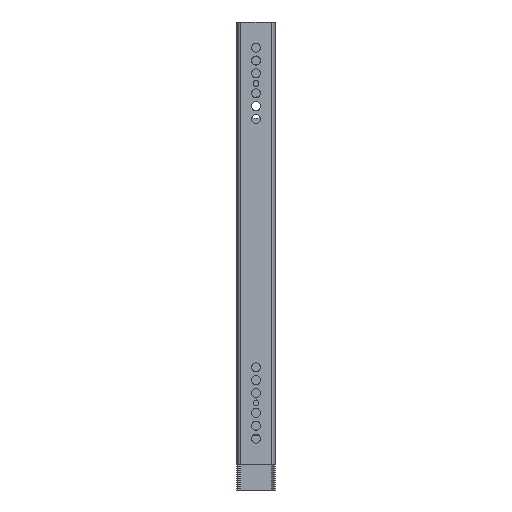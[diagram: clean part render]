
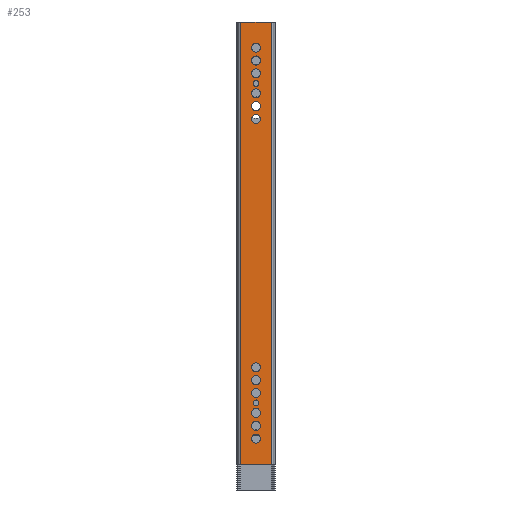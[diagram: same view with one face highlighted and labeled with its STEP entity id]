
A CAD part, left-side view. The second image highlights one B-rep face of the part: STEP entity #253.
In plain terms, the highlighted planar face has unit normal (-1, 0, 0).
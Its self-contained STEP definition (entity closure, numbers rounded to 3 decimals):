
#253 = ADVANCED_FACE( '', ( #583, #584, #585, #586, #587, #588, #589, #590, #591, #592, #593, #594, #595, #596, #597 ), #598, .F. );
#583 = FACE_BOUND( '', #1131, .T. );
#584 = FACE_BOUND( '', #1132, .T. );
#585 = FACE_BOUND( '', #1133, .T. );
#586 = FACE_BOUND( '', #1134, .T. );
#587 = FACE_BOUND( '', #1135, .T. );
#588 = FACE_BOUND( '', #1136, .T. );
#589 = FACE_BOUND( '', #1137, .T. );
#590 = FACE_BOUND( '', #1138, .T. );
#591 = FACE_BOUND( '', #1139, .T. );
#592 = FACE_BOUND( '', #1140, .T. );
#593 = FACE_BOUND( '', #1141, .T. );
#594 = FACE_BOUND( '', #1142, .T. );
#595 = FACE_BOUND( '', #1143, .T. );
#596 = FACE_BOUND( '', #1144, .T. );
#597 = FACE_OUTER_BOUND( '', #1145, .T. );
#598 = PLANE( '', #1146 );
#1131 = EDGE_LOOP( '', ( #1669 ) );
#1132 = EDGE_LOOP( '', ( #1670 ) );
#1133 = EDGE_LOOP( '', ( #1671 ) );
#1134 = EDGE_LOOP( '', ( #1672 ) );
#1135 = EDGE_LOOP( '', ( #1673 ) );
#1136 = EDGE_LOOP( '', ( #1674 ) );
#1137 = EDGE_LOOP( '', ( #1675 ) );
#1138 = EDGE_LOOP( '', ( #1676 ) );
#1139 = EDGE_LOOP( '', ( #1677 ) );
#1140 = EDGE_LOOP( '', ( #1678 ) );
#1141 = EDGE_LOOP( '', ( #1679 ) );
#1142 = EDGE_LOOP( '', ( #1680 ) );
#1143 = EDGE_LOOP( '', ( #1681 ) );
#1144 = EDGE_LOOP( '', ( #1682 ) );
#1145 = EDGE_LOOP( '', ( #1683, #1684, #1685, #1686 ) );
#1146 = AXIS2_PLACEMENT_3D( '', #1687, #1688, #1689 );
#1669 = ORIENTED_EDGE( '', *, *, #2943, .T. );
#1670 = ORIENTED_EDGE( '', *, *, #2944, .T. );
#1671 = ORIENTED_EDGE( '', *, *, #2945, .T. );
#1672 = ORIENTED_EDGE( '', *, *, #2946, .T. );
#1673 = ORIENTED_EDGE( '', *, *, #2947, .T. );
#1674 = ORIENTED_EDGE( '', *, *, #2948, .T. );
#1675 = ORIENTED_EDGE( '', *, *, #2949, .T. );
#1676 = ORIENTED_EDGE( '', *, *, #2950, .T. );
#1677 = ORIENTED_EDGE( '', *, *, #2951, .T. );
#1678 = ORIENTED_EDGE( '', *, *, #2952, .T. );
#1679 = ORIENTED_EDGE( '', *, *, #2953, .T. );
#1680 = ORIENTED_EDGE( '', *, *, #2954, .T. );
#1681 = ORIENTED_EDGE( '', *, *, #2955, .T. );
#1682 = ORIENTED_EDGE( '', *, *, #2956, .T. );
#1683 = ORIENTED_EDGE( '', *, *, #2957, .T. );
#1684 = ORIENTED_EDGE( '', *, *, #2958, .F. );
#1685 = ORIENTED_EDGE( '', *, *, #2959, .F. );
#1686 = ORIENTED_EDGE( '', *, *, #2960, .T. );
#1687 = CARTESIAN_POINT( '', ( 0., 292., -10.85 ) );
#1688 = DIRECTION( '', ( 1., 0., 0. ) );
#1689 = DIRECTION( '', ( 0., 0., -1. ) );
#2943 = EDGE_CURVE( '', #3444, #3444, #3445, .T. );
#2944 = EDGE_CURVE( '', #3446, #3446, #3447, .T. );
#2945 = EDGE_CURVE( '', #3448, #3448, #3449, .T. );
#2946 = EDGE_CURVE( '', #3450, #3450, #3451, .T. );
#2947 = EDGE_CURVE( '', #3452, #3452, #3453, .T. );
#2948 = EDGE_CURVE( '', #3454, #3454, #3455, .T. );
#2949 = EDGE_CURVE( '', #3456, #3456, #3457, .T. );
#2950 = EDGE_CURVE( '', #3458, #3458, #3459, .T. );
#2951 = EDGE_CURVE( '', #3460, #3460, #3461, .T. );
#2952 = EDGE_CURVE( '', #3462, #3462, #3463, .T. );
#2953 = EDGE_CURVE( '', #3464, #3464, #3465, .T. );
#2954 = EDGE_CURVE( '', #3466, #3466, #3467, .T. );
#2955 = EDGE_CURVE( '', #3468, #3468, #3469, .T. );
#2956 = EDGE_CURVE( '', #3470, #3470, #3471, .T. );
#2957 = EDGE_CURVE( '', #3472, #3473, #3474, .T. );
#2958 = EDGE_CURVE( '', #3475, #3473, #3476, .T. );
#2959 = EDGE_CURVE( '', #3477, #3475, #3478, .T. );
#2960 = EDGE_CURVE( '', #3477, #3472, #3479, .T. );
#3444 = VERTEX_POINT( '', #4209 );
#3445 = CIRCLE( '', #4210, 2.1 );
#3446 = VERTEX_POINT( '', #4211 );
#3447 = CIRCLE( '', #4212, 2.1 );
#3448 = VERTEX_POINT( '', #4213 );
#3449 = CIRCLE( '', #4214, 3.2 );
#3450 = VERTEX_POINT( '', #4215 );
#3451 = CIRCLE( '', #4216, 3.2 );
#3452 = VERTEX_POINT( '', #4217 );
#3453 = CIRCLE( '', #4218, 3.2 );
#3454 = VERTEX_POINT( '', #4219 );
#3455 = CIRCLE( '', #4220, 3.2 );
#3456 = VERTEX_POINT( '', #4221 );
#3457 = CIRCLE( '', #4222, 3.2 );
#3458 = VERTEX_POINT( '', #4223 );
#3459 = CIRCLE( '', #4224, 3.2 );
#3460 = VERTEX_POINT( '', #4225 );
#3461 = CIRCLE( '', #4226, 3.2 );
#3462 = VERTEX_POINT( '', #4227 );
#3463 = CIRCLE( '', #4228, 3.2 );
#3464 = VERTEX_POINT( '', #4229 );
#3465 = CIRCLE( '', #4230, 3.2 );
#3466 = VERTEX_POINT( '', #4231 );
#3467 = CIRCLE( '', #4232, 3.2 );
#3468 = VERTEX_POINT( '', #4233 );
#3469 = CIRCLE( '', #4234, 3.2 );
#3470 = VERTEX_POINT( '', #4235 );
#3471 = CIRCLE( '', #4236, 3.2 );
#3472 = VERTEX_POINT( '', #4237 );
#3473 = VERTEX_POINT( '', #4238 );
#3474 = LINE( '', #4239, #4240 );
#3475 = VERTEX_POINT( '', #4241 );
#3476 = LINE( '', #4242, #4243 );
#3477 = VERTEX_POINT( '', #4244 );
#3478 = LINE( '', #4245, #4246 );
#3479 = LINE( '', #4247, #4248 );
#4209 = CARTESIAN_POINT( '', ( 0., 249., -2.1 ) );
#4210 = AXIS2_PLACEMENT_3D( '', #5176, #5177, #5178 );
#4211 = CARTESIAN_POINT( '', ( 0., 25., -2.1 ) );
#4212 = AXIS2_PLACEMENT_3D( '', #5179, #5180, #5181 );
#4213 = CARTESIAN_POINT( '', ( 0., 265., -3.2 ) );
#4214 = AXIS2_PLACEMENT_3D( '', #5182, #5183, #5184 );
#4215 = CARTESIAN_POINT( '', ( 0., 274., -3.2 ) );
#4216 = AXIS2_PLACEMENT_3D( '', #5185, #5186, #5187 );
#4217 = CARTESIAN_POINT( '', ( 0., 256., -3.2 ) );
#4218 = AXIS2_PLACEMENT_3D( '', #5188, #5189, #5190 );
#4219 = CARTESIAN_POINT( '', ( 0., 233., -3.2 ) );
#4220 = AXIS2_PLACEMENT_3D( '', #5191, #5192, #5193 );
#4221 = CARTESIAN_POINT( '', ( 0., 242., -3.2 ) );
#4222 = AXIS2_PLACEMENT_3D( '', #5194, #5195, #5196 );
#4223 = CARTESIAN_POINT( '', ( 0., 224., -3.2 ) );
#4224 = AXIS2_PLACEMENT_3D( '', #5197, #5198, #5199 );
#4225 = CARTESIAN_POINT( '', ( 0., 41., -3.2 ) );
#4226 = AXIS2_PLACEMENT_3D( '', #5200, #5201, #5202 );
#4227 = CARTESIAN_POINT( '', ( 0., 50., -3.2 ) );
#4228 = AXIS2_PLACEMENT_3D( '', #5203, #5204, #5205 );
#4229 = CARTESIAN_POINT( '', ( 0., 32., -3.2 ) );
#4230 = AXIS2_PLACEMENT_3D( '', #5206, #5207, #5208 );
#4231 = CARTESIAN_POINT( '', ( 0., 9., -3.2 ) );
#4232 = AXIS2_PLACEMENT_3D( '', #5209, #5210, #5211 );
#4233 = CARTESIAN_POINT( '', ( 0., 18., -3.2 ) );
#4234 = AXIS2_PLACEMENT_3D( '', #5212, #5213, #5214 );
#4235 = CARTESIAN_POINT( '', ( 0., 0., -3.2 ) );
#4236 = AXIS2_PLACEMENT_3D( '', #5215, #5216, #5217 );
#4237 = CARTESIAN_POINT( '', ( 0., -18., -10.85 ) );
#4238 = CARTESIAN_POINT( '', ( 0., -18., 10.85 ) );
#4239 = CARTESIAN_POINT( '', ( 0., -18., -10.85 ) );
#4240 = VECTOR( '', #5218, 1000. );
#4241 = CARTESIAN_POINT( '', ( 0., 292., 10.85 ) );
#4242 = CARTESIAN_POINT( '', ( 0., 292., 10.85 ) );
#4243 = VECTOR( '', #5219, 1000. );
#4244 = CARTESIAN_POINT( '', ( 0., 292., -10.85 ) );
#4245 = CARTESIAN_POINT( '', ( 0., 292., -10.85 ) );
#4246 = VECTOR( '', #5220, 1000. );
#4247 = CARTESIAN_POINT( '', ( 0., 292., -10.85 ) );
#4248 = VECTOR( '', #5221, 1000. );
#5176 = CARTESIAN_POINT( '', ( 0., 249., 0. ) );
#5177 = DIRECTION( '', ( 1., 0., 0. ) );
#5178 = DIRECTION( '', ( 0., 0., -1. ) );
#5179 = CARTESIAN_POINT( '', ( 0., 25., 0. ) );
#5180 = DIRECTION( '', ( 1., 0., 0. ) );
#5181 = DIRECTION( '', ( 0., 0., -1. ) );
#5182 = CARTESIAN_POINT( '', ( 0., 265., 0. ) );
#5183 = DIRECTION( '', ( 1., 0., 0. ) );
#5184 = DIRECTION( '', ( 0., 0., -1. ) );
#5185 = CARTESIAN_POINT( '', ( 0., 274., 0. ) );
#5186 = DIRECTION( '', ( 1., 0., 0. ) );
#5187 = DIRECTION( '', ( 0., 0., -1. ) );
#5188 = CARTESIAN_POINT( '', ( 0., 256., 0. ) );
#5189 = DIRECTION( '', ( 1., 0., 0. ) );
#5190 = DIRECTION( '', ( 0., 0., -1. ) );
#5191 = CARTESIAN_POINT( '', ( 0., 233., 0. ) );
#5192 = DIRECTION( '', ( 1., 0., 0. ) );
#5193 = DIRECTION( '', ( 0., 0., -1. ) );
#5194 = CARTESIAN_POINT( '', ( 0., 242., 0. ) );
#5195 = DIRECTION( '', ( 1., 0., 0. ) );
#5196 = DIRECTION( '', ( 0., 0., -1. ) );
#5197 = CARTESIAN_POINT( '', ( 0., 224., 0. ) );
#5198 = DIRECTION( '', ( 1., 0., 0. ) );
#5199 = DIRECTION( '', ( 0., 0., -1. ) );
#5200 = CARTESIAN_POINT( '', ( 0., 41., 0. ) );
#5201 = DIRECTION( '', ( 1., 0., 0. ) );
#5202 = DIRECTION( '', ( 0., 0., -1. ) );
#5203 = CARTESIAN_POINT( '', ( 0., 50., 0. ) );
#5204 = DIRECTION( '', ( 1., 0., 0. ) );
#5205 = DIRECTION( '', ( 0., 0., -1. ) );
#5206 = CARTESIAN_POINT( '', ( 0., 32., 0. ) );
#5207 = DIRECTION( '', ( 1., 0., 0. ) );
#5208 = DIRECTION( '', ( 0., 0., -1. ) );
#5209 = CARTESIAN_POINT( '', ( 0., 9., 0. ) );
#5210 = DIRECTION( '', ( 1., 0., 0. ) );
#5211 = DIRECTION( '', ( 0., 0., -1. ) );
#5212 = CARTESIAN_POINT( '', ( 0., 18., 0. ) );
#5213 = DIRECTION( '', ( 1., 0., 0. ) );
#5214 = DIRECTION( '', ( 0., 0., -1. ) );
#5215 = CARTESIAN_POINT( '', ( 0., 0., 0. ) );
#5216 = DIRECTION( '', ( 1., 0., 0. ) );
#5217 = DIRECTION( '', ( 0., 0., -1. ) );
#5218 = DIRECTION( '', ( 0., 0., 1. ) );
#5219 = DIRECTION( '', ( 0., -1., 0. ) );
#5220 = DIRECTION( '', ( 0., 0., 1. ) );
#5221 = DIRECTION( '', ( 0., -1., 0. ) );
